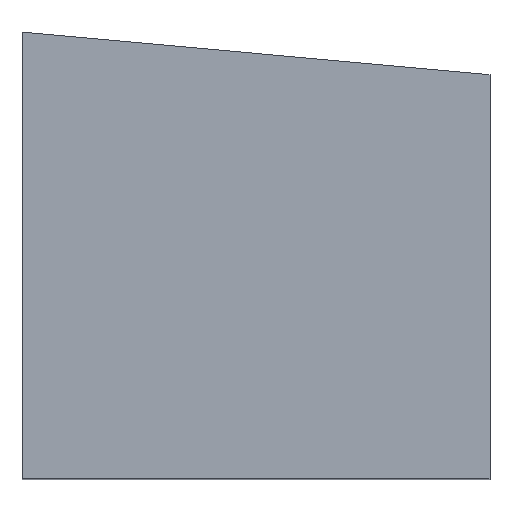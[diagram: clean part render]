
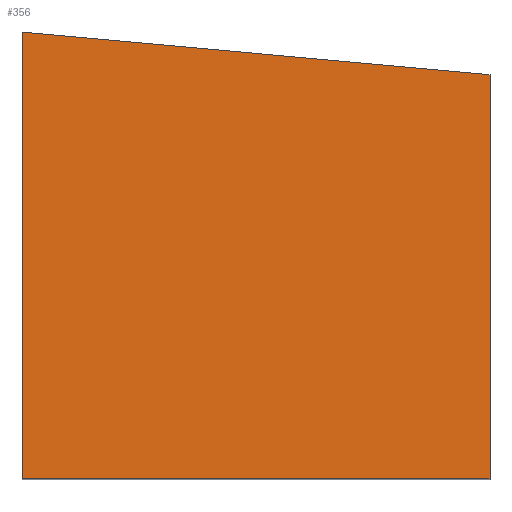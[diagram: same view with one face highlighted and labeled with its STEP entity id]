
A CAD part, top view. The second image highlights one B-rep face of the part: STEP entity #356.
In plain terms, the highlighted planar face has unit normal (0.045, 0, 0.999).
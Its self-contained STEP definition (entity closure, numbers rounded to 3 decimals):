
#32=PLANE('',#443);
#51=FACE_OUTER_BOUND('',#73,.T.);
#73=EDGE_LOOP('',(#264,#265,#266,#267));
#97=LINE('',#588,#137);
#98=LINE('',#590,#138);
#99=LINE('',#592,#139);
#100=LINE('',#593,#140);
#137=VECTOR('',#485,10.);
#138=VECTOR('',#486,10.);
#139=VECTOR('',#487,10.);
#140=VECTOR('',#488,10.);
#184=VERTEX_POINT('',#586);
#185=VERTEX_POINT('',#587);
#186=VERTEX_POINT('',#589);
#187=VERTEX_POINT('',#591);
#216=EDGE_CURVE('',#184,#185,#97,.T.);
#217=EDGE_CURVE('',#186,#184,#98,.T.);
#218=EDGE_CURVE('',#187,#186,#99,.T.);
#219=EDGE_CURVE('',#185,#187,#100,.T.);
#264=ORIENTED_EDGE('',*,*,#216,.F.);
#265=ORIENTED_EDGE('',*,*,#217,.F.);
#266=ORIENTED_EDGE('',*,*,#218,.F.);
#267=ORIENTED_EDGE('',*,*,#219,.F.);
#356=ADVANCED_FACE('',(#51),#32,.F.);
#443=AXIS2_PLACEMENT_3D('',#585,#483,#484);
#483=DIRECTION('center_axis',(-0.045,0.,-0.999));
#484=DIRECTION('ref_axis',(-0.999,0.,0.045));
#485=DIRECTION('',(0.995,-0.09,-0.045));
#486=DIRECTION('',(0.,1.,0.));
#487=DIRECTION('',(-0.999,0.,0.045));
#488=DIRECTION('',(0.,-1.,0.));
#585=CARTESIAN_POINT('Origin',(-97.418,-17.128,140.));
#586=CARTESIAN_POINT('',(-97.418,87.872,140.));
#587=CARTESIAN_POINT('',(12.582,77.872,135.));
#588=CARTESIAN_POINT('',(-89.544,87.156,139.642));
#589=CARTESIAN_POINT('',(-97.418,-17.128,140.));
#590=CARTESIAN_POINT('',(-97.418,87.872,140.));
#591=CARTESIAN_POINT('',(12.582,-17.128,135.));
#592=CARTESIAN_POINT('',(-39.356,-17.128,137.361));
#593=CARTESIAN_POINT('',(12.582,30.372,135.));
